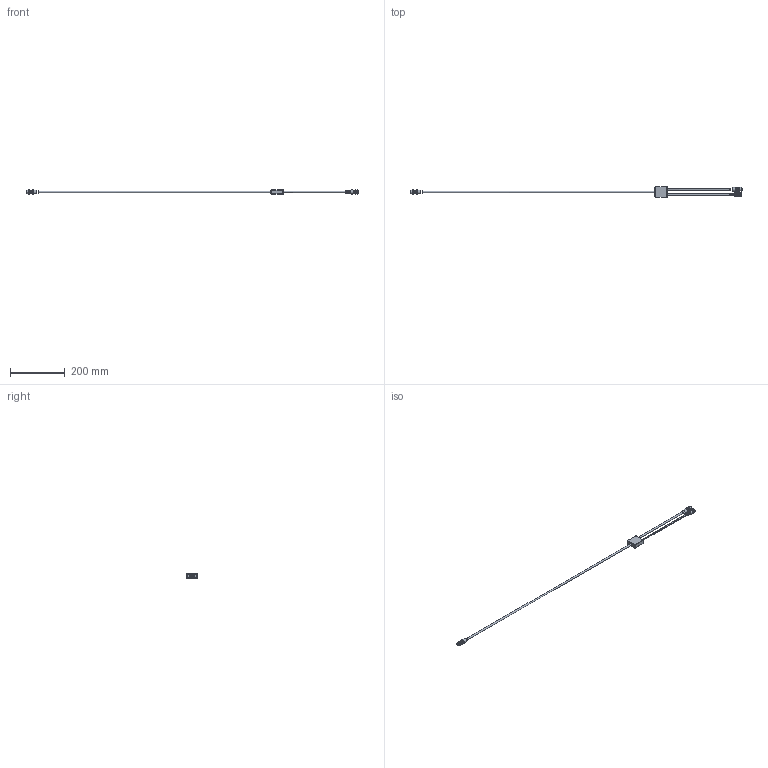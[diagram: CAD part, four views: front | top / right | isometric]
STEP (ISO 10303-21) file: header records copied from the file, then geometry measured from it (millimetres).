
FILE_DESCRIPTION(/* description */ (''),/* implementation_level */ '2;1');
FILE_NAME(/* name */ 'Y-Kabel.stp',/* time_stamp */ '2022-11-25T11:02:21+01:00',/* author */ ('S. Sandt'),/* organization */ ('di-soric GmbH & Co. KG'),/* preprocessor_version */ 'ST-DEVELOPER v18.1',/* originating_system */ 'Autodesk Inventor 2022',/* authorisation */ '');
FILE_SCHEMA (('AUTOMOTIVE_DESIGN { 1 0 10303 214 3 1 1 }'));
Length unit declared in the file: millimetre
Products named in the file (1): Y Kabel ableitung
Bounding box: 1216.7 x 40 x 15 mm (x, y, z)
Volume: 80959.7 mm3; surface area: 45053.8 mm2
Topology: 4 solids, 4 shells, 335 faces, 718 edges, 456 vertices
Faces by surface type: plane 142, cylinder 122, cone 34, torus 25, bspline 12
Full cylindrical faces by diameter (mm): 0.6 x12, 0.8 x12, 1 x5, 1.667 x4, 5 x2, 5.05 x1, 6.5 x4, 7.5 x2, 8 x1, 8.2 x1, 8.3 x1, 8.4 x1, 8.5 x5, 9 x2, 10 x1, 10.5 x1, 11 x1, 12 x1, 13 x1, 14 x2, 14.2 x8, 14.5 x1, 15 x2
Entity records: 9857 total; most frequent: CARTESIAN_POINT 1922, DIRECTION 1701, ORIENTED_EDGE 1436, EDGE_CURVE 718, AXIS2_PLACEMENT_3D 693, VERTEX_POINT 456, EDGE_LOOP 400, CIRCLE 369
